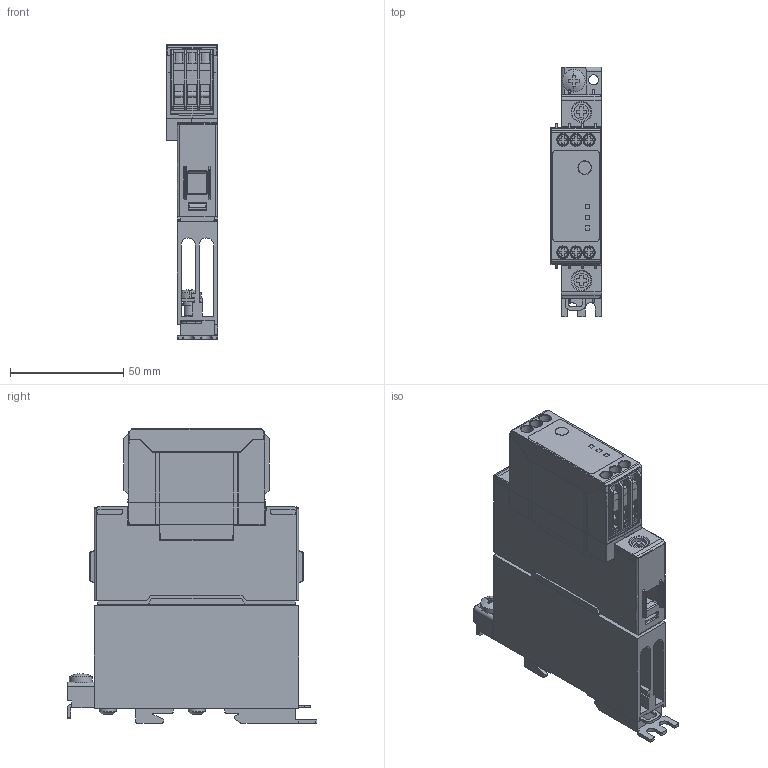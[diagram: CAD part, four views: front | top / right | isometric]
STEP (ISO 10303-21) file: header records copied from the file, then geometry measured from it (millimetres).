
FILE_DESCRIPTION((''),'2;1');
FILE_NAME('CGI1168-00.stp','2014-04-23T10:40:06',(''),(''),'Mechanical Desktop 2009','Mechanical Desktop 2009',', , ');
FILE_SCHEMA(('CONFIG_CONTROL_DESIGN'));
Length unit declared in the file: millimetre
Products named in the file (2): Product; CGI1168-00
Assembly tree (1 placements, depth 2):
  Product
    CGI1168-00
Bounding box: 22.5 x 110 x 129.88 mm (x, y, z)
Volume: 156379 mm3; surface area: 53525.4 mm2
Topology: 15 solids, 15 shells, 1613 faces, 4304 edges, 2700 vertices
Faces by surface type: plane 685, bspline 581, cylinder 255, torus 34, cone 31, sphere 27
Entity records: 54053 total; most frequent: CARTESIAN_POINT 15491, ORIENTED_EDGE 8426, DIRECTION 7272, EDGE_CURVE 4213, VECTOR 3044, LINE 3044, VERTEX_POINT 2700, AXIS2_PLACEMENT_3D 2114
